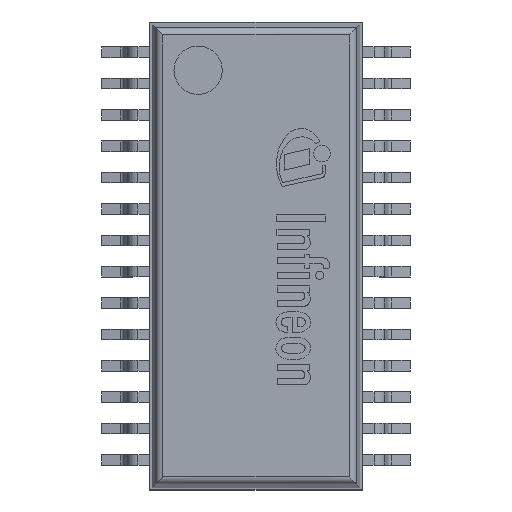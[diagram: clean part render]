
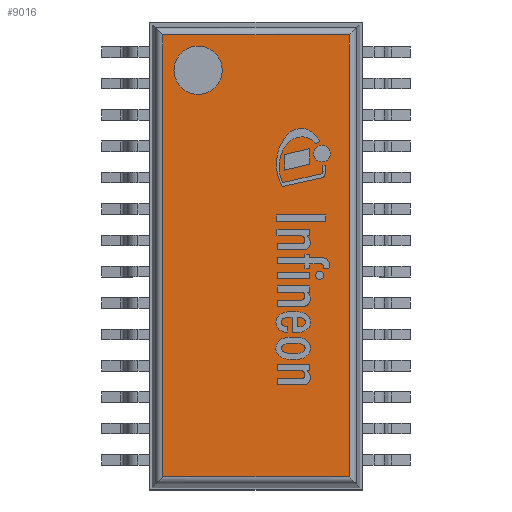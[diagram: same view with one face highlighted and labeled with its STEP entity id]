
A CAD part, top view. The second image highlights one B-rep face of the part: STEP entity #9016.
In plain terms, the highlighted planar face has unit normal (0, 0, 1).
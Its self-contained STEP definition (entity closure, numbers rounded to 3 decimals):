
#72=FACE_BOUND('',#1093,.T.);
#78=CIRCLE('',#9598,0.5);
#556=FACE_OUTER_BOUND('',#1092,.T.);
#1092=EDGE_LOOP('',(#6021,#6022,#6023,#6024));
#1093=EDGE_LOOP('',(#6025));
#1653=LINE('',#13019,#2706);
#1654=LINE('',#13021,#2707);
#1655=LINE('',#13023,#2708);
#1656=LINE('',#13024,#2709);
#2706=VECTOR('',#10437,1000.);
#2707=VECTOR('',#10438,1000.);
#2708=VECTOR('',#10439,1000.);
#2709=VECTOR('',#10440,1000.);
#3739=VERTEX_POINT('',#12989);
#3748=VERTEX_POINT('',#13017);
#3749=VERTEX_POINT('',#13018);
#3750=VERTEX_POINT('',#13020);
#3751=VERTEX_POINT('',#13022);
#4638=EDGE_CURVE('',#3739,#3739,#78,.T.);
#4651=EDGE_CURVE('',#3748,#3749,#1653,.T.);
#4652=EDGE_CURVE('',#3749,#3750,#1654,.T.);
#4653=EDGE_CURVE('',#3750,#3751,#1655,.T.);
#4654=EDGE_CURVE('',#3751,#3748,#1656,.T.);
#6021=ORIENTED_EDGE('',*,*,#4651,.T.);
#6022=ORIENTED_EDGE('',*,*,#4652,.T.);
#6023=ORIENTED_EDGE('',*,*,#4653,.T.);
#6024=ORIENTED_EDGE('',*,*,#4654,.T.);
#6025=ORIENTED_EDGE('',*,*,#4638,.F.);
#8619=PLANE('',#9603);
#9016=ADVANCED_FACE('',(#556,#72),#8619,.T.);
#9598=AXIS2_PLACEMENT_3D('',#12991,#10413,#10414);
#9603=AXIS2_PLACEMENT_3D('',#13016,#10435,#10436);
#10413=DIRECTION('center_axis',(0.,0.,1.));
#10414=DIRECTION('ref_axis',(1.,0.,0.));
#10435=DIRECTION('center_axis',(0.,0.,1.));
#10436=DIRECTION('ref_axis',(1.,0.,0.));
#10437=DIRECTION('',(0.,1.,0.));
#10438=DIRECTION('',(-1.,0.,0.));
#10439=DIRECTION('',(0.,-1.,0.));
#10440=DIRECTION('',(1.,0.,0.));
#12989=CARTESIAN_POINT('',(-1.7,3.85,1.1));
#12991=CARTESIAN_POINT('Origin',(-1.2,3.85,1.1));
#13016=CARTESIAN_POINT('Origin',(0.,0.,1.1));
#13017=CARTESIAN_POINT('',(1.93,-4.58,1.1));
#13018=CARTESIAN_POINT('',(1.93,4.58,1.1));
#13019=CARTESIAN_POINT('',(1.93,4.697,1.1));
#13020=CARTESIAN_POINT('',(-1.93,4.58,1.1));
#13021=CARTESIAN_POINT('',(-2.047,4.58,1.1));
#13022=CARTESIAN_POINT('',(-1.93,-4.58,1.1));
#13023=CARTESIAN_POINT('',(-1.93,-4.697,1.1));
#13024=CARTESIAN_POINT('',(2.047,-4.58,1.1));
